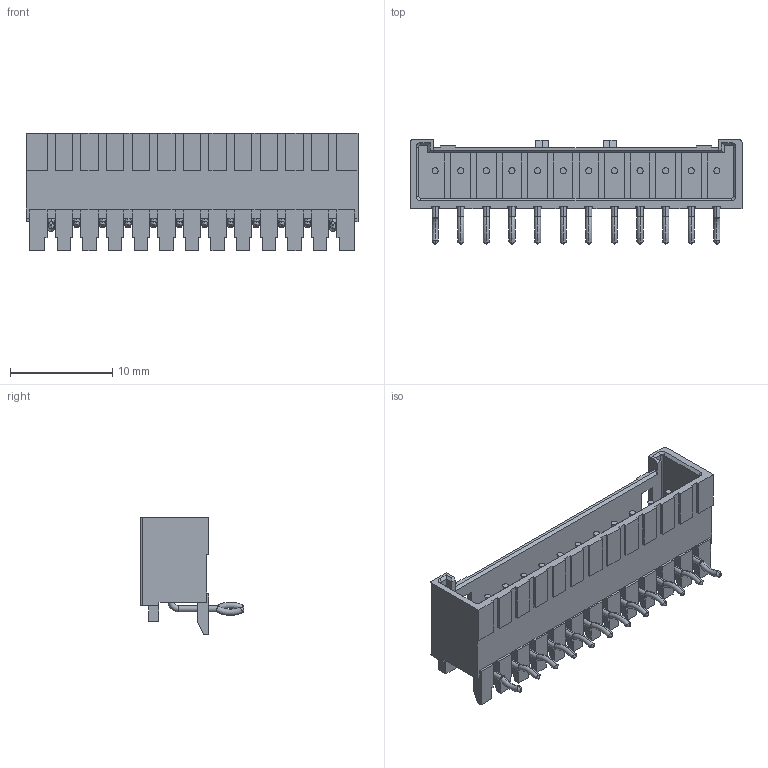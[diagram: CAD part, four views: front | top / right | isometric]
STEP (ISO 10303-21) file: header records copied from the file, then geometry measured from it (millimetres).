
FILE_DESCRIPTION(('STEP AP214'),'1');
FILE_NAME(' ',' ',('TraceParts'),('TraceParts S.A.'),'XStep 1.0',' ',' ');
FILE_SCHEMA(('automotive_design'));
Length unit declared in the file: millimetre
Products named in the file (32): 534261210
Bounding box: 32.4 x 10.14 x 11.5 mm (x, y, z)
Volume: 768 mm3; surface area: 2199.6 mm2
Topology: 1 solids, 1 shells, 561 faces, 1470 edges, 964 vertices
Faces by surface type: plane 407, torus 72, cylinder 54, bspline 24, cone 4
Entity records: 20339 total; most frequent: CARTESIAN_POINT 6267, ORIENTED_EDGE 2878, DIRECTION 2684, EDGE_CURVE 1439, LINE 1154, VECTOR 1154, VERTEX_POINT 902, AXIS2_PLACEMENT_3D 765
